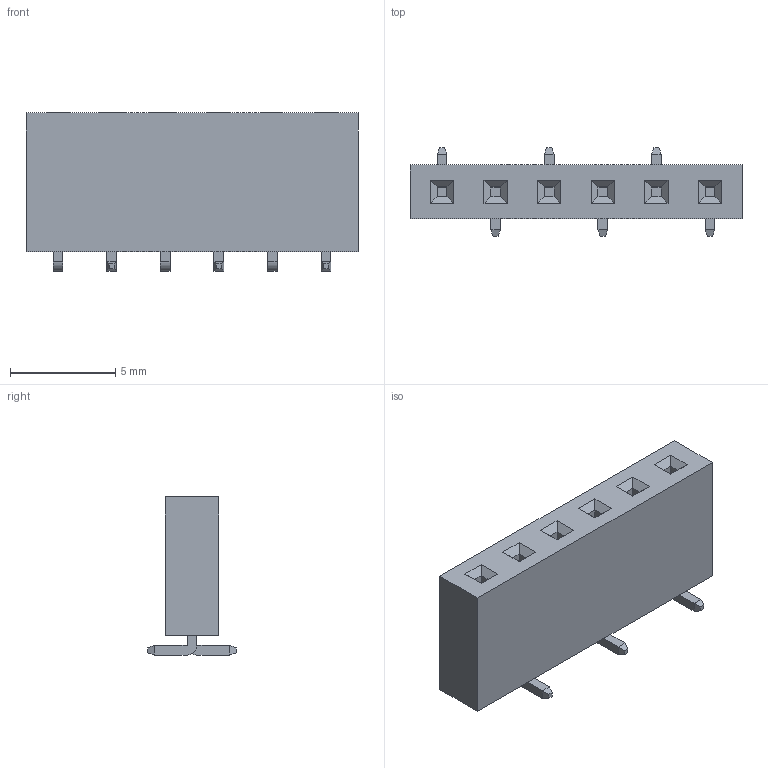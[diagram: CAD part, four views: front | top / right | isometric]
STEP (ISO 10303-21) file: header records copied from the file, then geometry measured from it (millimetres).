
FILE_DESCRIPTION(/* description */ ('','CAx-IF Rec.Pracs.---Representation and Presentation of Product Manufacturing Information (PMI)---4.0---2014-10-13'),/* implementation_level */ '2;1');
FILE_NAME(/* name */ 'BG125-06-A-2-1-0420-N-C.step',/* time_stamp */ '2025-02-14T15:06:46-07:00',/* author */ (''),/* organization */ (''),/* preprocessor_version */ 'ST-DEVELOPER v20',/* originating_system */ 'Autodesk Translation Framework v13.20.0.188',/* authorisation */ '');
FILE_SCHEMA (('AP242_MANAGED_MODEL_BASED_3D_ENGINEERING_MIM_LF { 1 0 10303 442 1 1 4 }'));
Length unit declared in the file: millimetre
Products named in the file (1): Model
Bounding box: 15.74 x 4.2 x 7.5 mm (x, y, z)
Volume: 257.4 mm3; surface area: 422.7 mm2
Topology: 7 solids, 7 shells, 132 faces, 306 edges, 188 vertices
Faces by surface type: plane 126, cylinder 6
Entity records: 3683 total; most frequent: CARTESIAN_POINT 627, ORIENTED_EDGE 612, DIRECTION 584, EDGE_CURVE 306, LINE 294, VECTOR 294, VERTEX_POINT 188, AXIS2_PLACEMENT_3D 145
